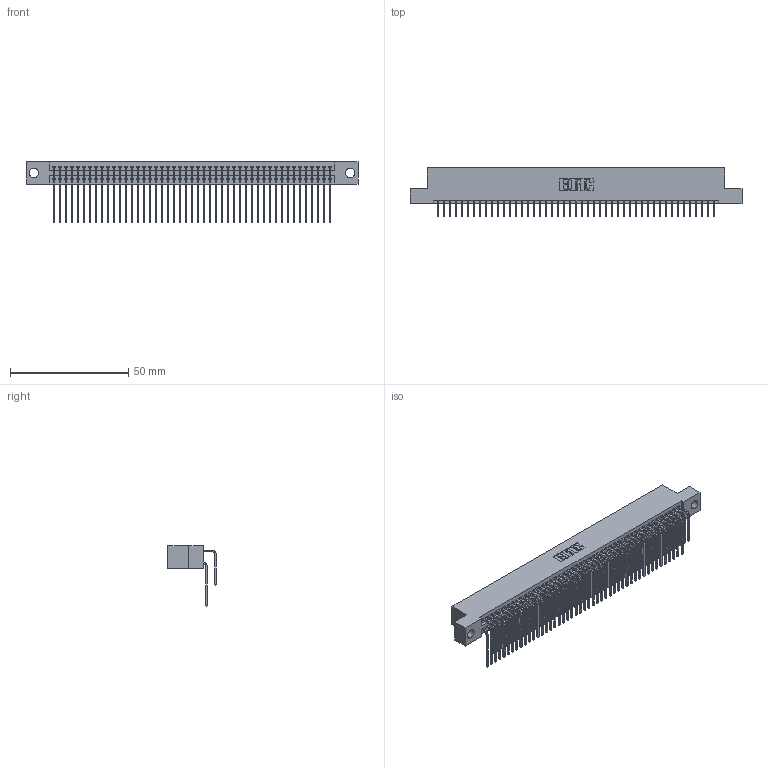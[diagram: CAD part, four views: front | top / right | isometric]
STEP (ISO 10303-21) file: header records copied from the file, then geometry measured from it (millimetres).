
FILE_DESCRIPTION (( 'STEP AP203' ), '1' );
FILE_NAME ('395-094-559-204.STEP', '2021-06-17T11:43:53', ( '' ), ( '' ), 'SwSTEP 2.0', 'SolidWorks 2020', '' );
FILE_SCHEMA (( 'CONFIG_CONTROL_DESIGN' ));
Length unit declared in the file: inch
Products named in the file (4): 395-094-559-204; 345-292-001_559 Tail - 2; 345 Part_Flush Mounting Lugs - 0.156 Dia-TI; 345-292-001_558 559 Tail - 1
Assembly tree (95 placements, depth 2):
  395-094-559-204
    345 Part_Flush Mounting Lugs - 0.156 Dia-TI
    345-292-001_558 559 Tail - 1  x47
    345-292-001_559 Tail - 2  x47
Bounding box: 140.59 x 20.56 x 25.53 mm (x, y, z)
Volume: 14139.7 mm3; surface area: 23399.2 mm2
Topology: 95 solids, 95 shells, 5028 faces, 14947 edges, 9838 vertices
Faces by surface type: plane 3384, cylinder 1644
Entity records: 38275 total; most frequent: CARTESIAN_POINT 6461, ORIENTED_EDGE 6342, DIRECTION 5663, EDGE_CURVE 3171, VECTOR 2811, LINE 2811, VERTEX_POINT 2110, AXIS2_PLACEMENT_3D 1426
